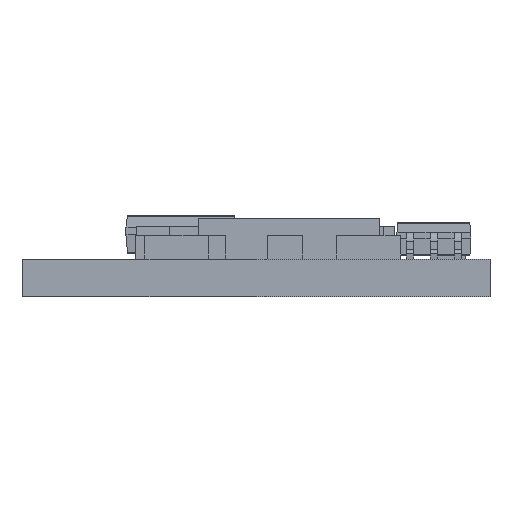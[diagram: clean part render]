
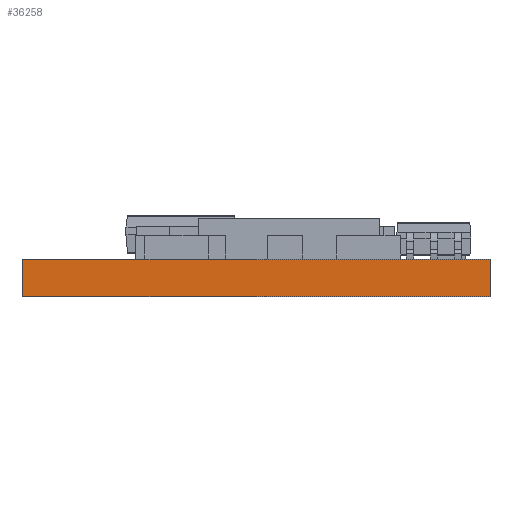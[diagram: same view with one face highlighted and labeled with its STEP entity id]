
A CAD part, front view. The second image highlights one B-rep face of the part: STEP entity #36258.
In plain terms, the highlighted planar face has unit normal (0, -1, 0).
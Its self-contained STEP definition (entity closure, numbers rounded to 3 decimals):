
#366 = ORIENTED_EDGE ( 'NONE', *, *, #27332, .F. ) ;
#1466 = ORIENTED_EDGE ( 'NONE', *, *, #27267, .F. ) ;
#2373 = DIRECTION ( 'NONE',  ( 0., 0., 1. ) ) ;
#3359 = EDGE_CURVE ( 'NONE', #12868, #7846, #33212, .T. ) ;
#4830 = VERTEX_POINT ( 'NONE', #16999 ) ;
#7846 = VERTEX_POINT ( 'NONE', #14639 ) ;
#10653 = CARTESIAN_POINT ( 'NONE',  ( 12.7, 0., 1.02 ) ) ;
#10768 = VECTOR ( 'NONE', #35552, 1000. ) ;
#11748 = VECTOR ( 'NONE', #17361, 1000. ) ;
#12868 = VERTEX_POINT ( 'NONE', #20701 ) ;
#13719 = CARTESIAN_POINT ( 'NONE',  ( 0., 0., 1.02 ) ) ;
#14613 = EDGE_CURVE ( 'NONE', #29994, #12868, #36959, .T. ) ;
#14639 = CARTESIAN_POINT ( 'NONE',  ( 12.7, 0., 0. ) ) ;
#16121 = CARTESIAN_POINT ( 'NONE',  ( 0., 0., 1.02 ) ) ;
#16999 = CARTESIAN_POINT ( 'NONE',  ( 12.7, 0., 1.02 ) ) ;
#17120 = DIRECTION ( 'NONE',  ( 1., 0., 0. ) ) ;
#17361 = DIRECTION ( 'NONE',  ( 1., 0., 0. ) ) ;
#17584 = CARTESIAN_POINT ( 'NONE',  ( 0., 0., 1.02 ) ) ;
#19211 = DIRECTION ( 'NONE',  ( 0., 1., 0. ) ) ;
#19968 = DIRECTION ( 'NONE',  ( 0., 0., -1. ) ) ;
#20515 = AXIS2_PLACEMENT_3D ( 'NONE', #16121, #19211, #2373 ) ;
#20701 = CARTESIAN_POINT ( 'NONE',  ( 0., 0., 0. ) ) ;
#21225 = FACE_OUTER_BOUND ( 'NONE', #28934, .T. ) ;
#23922 = LINE ( 'NONE', #13719, #27710 ) ;
#25079 = ORIENTED_EDGE ( 'NONE', *, *, #3359, .T. ) ;
#27267 = EDGE_CURVE ( 'NONE', #29994, #4830, #23922, .T. ) ;
#27332 = EDGE_CURVE ( 'NONE', #4830, #7846, #37963, .T. ) ;
#27466 = ORIENTED_EDGE ( 'NONE', *, *, #14613, .T. ) ;
#27710 = VECTOR ( 'NONE', #17120, 1000. ) ;
#28934 = EDGE_LOOP ( 'NONE', ( #25079, #366, #1466, #27466 ) ) ;
#29055 = CARTESIAN_POINT ( 'NONE',  ( 0., 0., 1.02 ) ) ;
#29691 = CARTESIAN_POINT ( 'NONE',  ( 0., 0., 0. ) ) ;
#29994 = VERTEX_POINT ( 'NONE', #29055 ) ;
#31568 = PLANE ( 'NONE',  #20515 ) ;
#33212 = LINE ( 'NONE', #29691, #11748 ) ;
#35552 = DIRECTION ( 'NONE',  ( 0., 0., -1. ) ) ;
#36258 = ADVANCED_FACE ( 'NONE', ( #21225 ), #31568, .F. ) ;
#36959 = LINE ( 'NONE', #17584, #10768 ) ;
#37014 = VECTOR ( 'NONE', #19968, 1000. ) ;
#37963 = LINE ( 'NONE', #10653, #37014 ) ;
